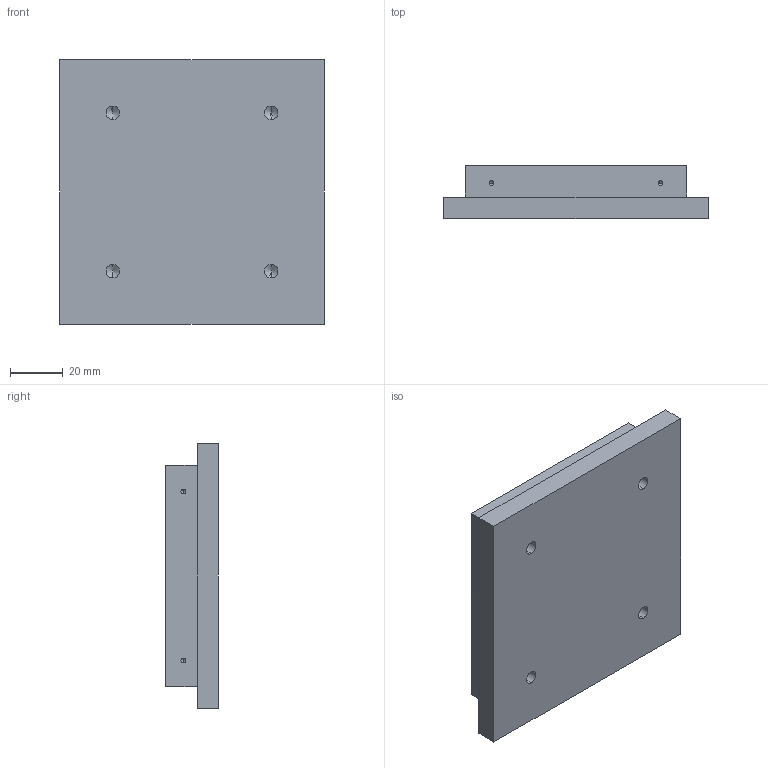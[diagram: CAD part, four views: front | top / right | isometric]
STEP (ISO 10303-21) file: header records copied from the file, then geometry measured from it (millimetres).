
FILE_DESCRIPTION (( 'STEP AP214' ), '1' );
FILE_NAME ('cover_base.STEP', '2021-08-18T04:19:12', ( '' ), ( '' ), 'SwSTEP 2.0', 'SolidWorks 2019', '' );
FILE_SCHEMA (( 'AUTOMOTIVE_DESIGN' ));
Length unit declared in the file: millimetre
Products named in the file (1): cover_base
Bounding box: 100 x 20 x 100 mm (x, y, z)
Volume: 163041.7 mm3; surface area: 28495.8 mm2
Topology: 1 solids, 1 shells, 80 faces, 196 edges, 104 vertices
Faces by surface type: cylinder 32, cone 32, plane 16
Entity records: 2490 total; most frequent: DIRECTION 390, CARTESIAN_POINT 349, ORIENTED_EDGE 328, EDGE_CURVE 164, AXIS2_PLACEMENT_3D 145, VERTEX_POINT 104, VECTOR 100, LINE 100
